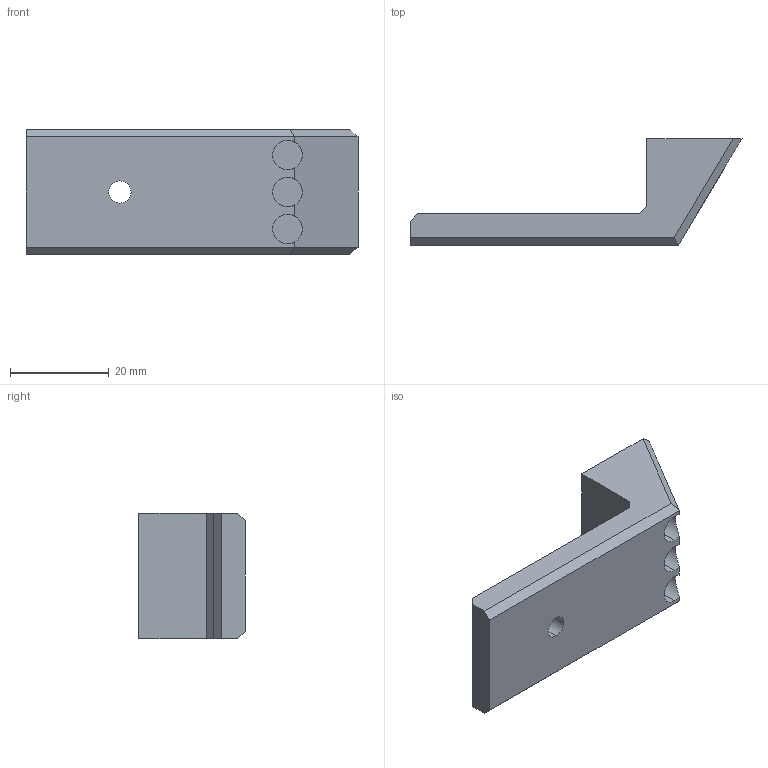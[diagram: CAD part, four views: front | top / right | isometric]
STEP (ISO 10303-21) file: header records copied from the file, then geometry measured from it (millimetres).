
FILE_DESCRIPTION (( 'STEP AP203' ), '1' );
FILE_NAME ('AtomWheelGuardFingertech.STEP', '2022-04-24T19:32:30', ( '' ), ( '' ), 'SwSTEP 2.0', 'SolidWorks 2021', '' );
FILE_SCHEMA (( 'CONFIG_CONTROL_DESIGN' ));
Length unit declared in the file: millimetre
Products named in the file (1): AtomWheelGuardFingertech
Bounding box: 67.34 x 21.59 x 25.4 mm (x, y, z)
Volume: 13344.4 mm3; surface area: 6201 mm2
Topology: 1 solids, 1 shells, 34 faces, 85 edges, 56 vertices
Faces by surface type: plane 20, cylinder 14
Entity records: 1105 total; most frequent: CARTESIAN_POINT 185, DIRECTION 183, ORIENTED_EDGE 170, EDGE_CURVE 85, AXIS2_PLACEMENT_3D 66, VERTEX_POINT 56, LINE 51, VECTOR 51
